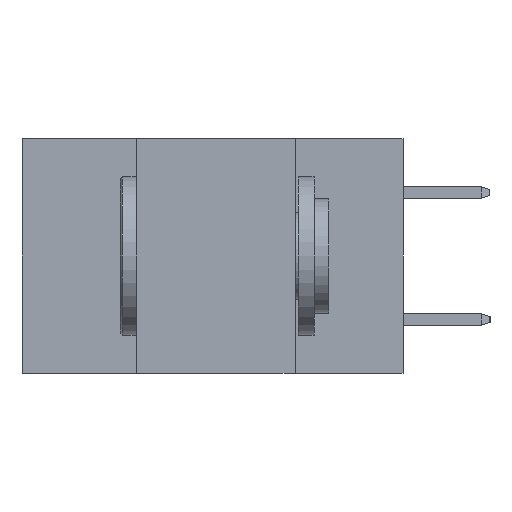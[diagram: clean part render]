
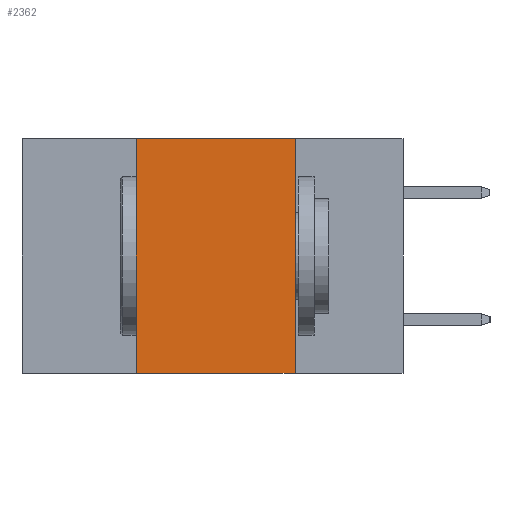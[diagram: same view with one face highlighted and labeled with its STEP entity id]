
A CAD part, left-side view. The second image highlights one B-rep face of the part: STEP entity #2362.
In plain terms, the highlighted planar face has unit normal (-1, 0, 0).
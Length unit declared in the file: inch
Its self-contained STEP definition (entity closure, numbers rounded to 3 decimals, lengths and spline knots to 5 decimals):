
#745 = VECTOR ( 'NONE', #2007, 39.37008 ) ;
#981 = VERTEX_POINT ( 'NONE', #7284 ) ;
#1368 = CARTESIAN_POINT ( 'NONE',  ( 0., 0.17, -0.37 ) ) ;
#1617 = CARTESIAN_POINT ( 'NONE',  ( 0., 0.17, 0. ) ) ;
#1973 = AXIS2_PLACEMENT_3D ( 'NONE', #5105, #3016, #9632 ) ;
#1991 = CARTESIAN_POINT ( 'NONE',  ( 0., 0.17, 0. ) ) ;
#2007 = DIRECTION ( 'NONE',  ( 0., 0., 1. ) ) ;
#2327 = VERTEX_POINT ( 'NONE', #9555 ) ;
#2362 = ADVANCED_FACE ( 'NONE', ( #5865 ), #8901, .F. ) ;
#2382 = EDGE_CURVE ( 'NONE', #7354, #5751, #3407, .T. ) ;
#3016 = DIRECTION ( 'NONE',  ( 1., 0., 0. ) ) ;
#3141 = CARTESIAN_POINT ( 'NONE',  ( 0., 0.6, 0. ) ) ;
#3407 = LINE ( 'NONE', #1991, #7365 ) ;
#3409 = ORIENTED_EDGE ( 'NONE', *, *, #2382, .F. ) ;
#3421 = VECTOR ( 'NONE', #3832, 39.37008 ) ;
#3548 = EDGE_LOOP ( 'NONE', ( #3409, #9117, #7524, #7349 ) ) ;
#3621 = DIRECTION ( 'NONE',  ( 0., -1., 0. ) ) ;
#3832 = DIRECTION ( 'NONE',  ( 0., -1., 0. ) ) ;
#3888 = LINE ( 'NONE', #3141, #3421 ) ;
#4357 = VECTOR ( 'NONE', #3621, 39.37008 ) ;
#4365 = CARTESIAN_POINT ( 'NONE',  ( 0., 0.6, -0.37 ) ) ;
#5105 = CARTESIAN_POINT ( 'NONE',  ( 0., 0.6, 0. ) ) ;
#5751 = VERTEX_POINT ( 'NONE', #1368 ) ;
#5755 = CARTESIAN_POINT ( 'NONE',  ( 0., 0.42, 0. ) ) ;
#5865 = FACE_OUTER_BOUND ( 'NONE', #3548, .T. ) ;
#7264 = LINE ( 'NONE', #4365, #4357 ) ;
#7284 = CARTESIAN_POINT ( 'NONE',  ( 0., 0.42, 0. ) ) ;
#7349 = ORIENTED_EDGE ( 'NONE', *, *, #7619, .T. ) ;
#7354 = VERTEX_POINT ( 'NONE', #1617 ) ;
#7365 = VECTOR ( 'NONE', #8698, 39.37008 ) ;
#7524 = ORIENTED_EDGE ( 'NONE', *, *, #7654, .F. ) ;
#7619 = EDGE_CURVE ( 'NONE', #2327, #5751, #7264, .T. ) ;
#7654 = EDGE_CURVE ( 'NONE', #2327, #981, #9494, .T. ) ;
#8698 = DIRECTION ( 'NONE',  ( 0., 0., -1. ) ) ;
#8753 = EDGE_CURVE ( 'NONE', #981, #7354, #3888, .T. ) ;
#8901 = PLANE ( 'NONE',  #1973 ) ;
#9117 = ORIENTED_EDGE ( 'NONE', *, *, #8753, .F. ) ;
#9494 = LINE ( 'NONE', #5755, #745 ) ;
#9555 = CARTESIAN_POINT ( 'NONE',  ( 0., 0.42, -0.37 ) ) ;
#9632 = DIRECTION ( 'NONE',  ( 0., 0., -1. ) ) ;
